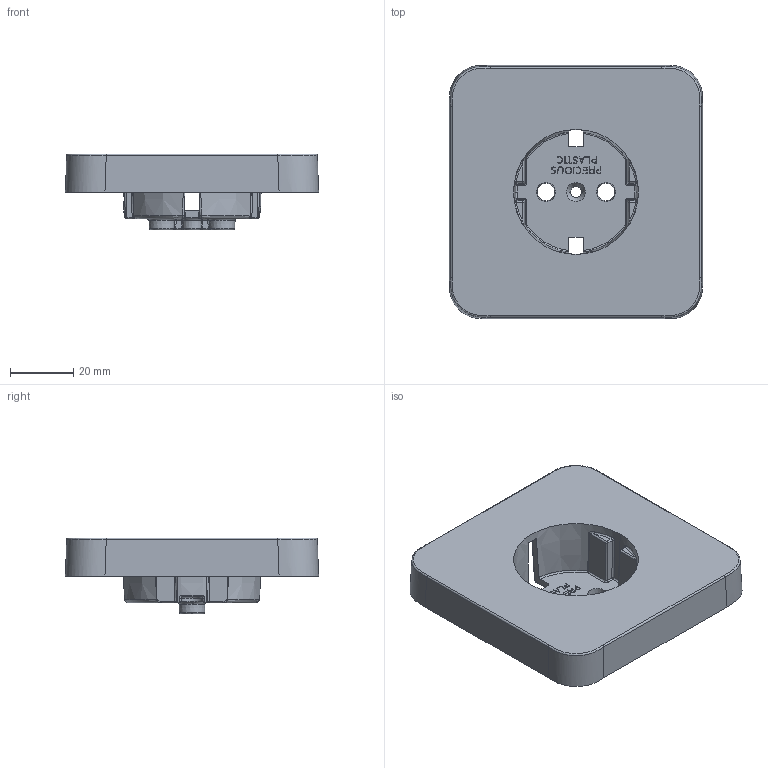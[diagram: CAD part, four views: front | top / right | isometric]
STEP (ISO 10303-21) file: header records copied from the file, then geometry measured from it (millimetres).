
FILE_DESCRIPTION (( 'STEP AP214' ), '1' );
FILE_NAME ('Part_Socket.STEP', '2020-01-06T13:07:13', ( 'Ritterchen' ), ( 'Microsoft' ), 'SwSTEP 2.0', 'SolidWorks 2020', '' );
FILE_SCHEMA (( 'AUTOMOTIVE_DESIGN' ));
Length unit declared in the file: millimetre
Products named in the file (1): Part_Socket
Bounding box: 80 x 80 x 24 mm (x, y, z)
Volume: 30137.1 mm3; surface area: 26069.7 mm2
Topology: 1 solids, 1 shells, 583 faces, 1487 edges, 937 vertices
Faces by surface type: bspline 259, plane 143, cylinder 121, sphere 42, cone 18
Entity records: 32704 total; most frequent: CARTESIAN_POINT 20980, ORIENTED_EDGE 2974, DIRECTION 1593, EDGE_CURVE 1487, VERTEX_POINT 937, B_SPLINE_CURVE_WITH_KNOTS 668, EDGE_LOOP 624, FACE_OUTER_BOUND 583
